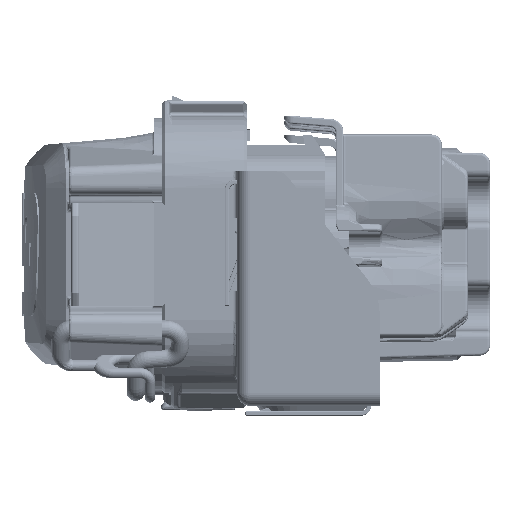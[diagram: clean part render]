
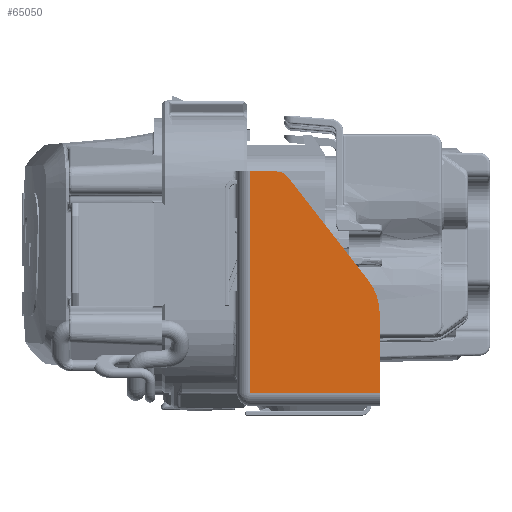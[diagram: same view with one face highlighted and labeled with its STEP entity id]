
A CAD part, left-side view. The second image highlights one B-rep face of the part: STEP entity #65050.
In plain terms, the highlighted planar face has unit normal (-1, 0, 0).
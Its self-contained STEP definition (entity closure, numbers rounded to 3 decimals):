
#16591=DIRECTION('',(0.,0.,1.));
#16592=VECTOR('',#16591,15.5);
#16593=CARTESIAN_POINT('',(-81.5,-36.,-26.75));
#16594=LINE('',#16593,#16592);
#16647=DIRECTION('',(0.,0.,1.));
#16648=VECTOR('',#16647,42.75);
#16649=CARTESIAN_POINT('',(-81.5,-11.,-26.75));
#16650=LINE('',#16649,#16648);
#16651=CARTESIAN_POINT('',(-81.5,-16.,13.));
#16652=DIRECTION('',(1.,0.,0.));
#16653=DIRECTION('',(0.,0.,1.));
#16654=AXIS2_PLACEMENT_3D('',#16651,#16652,#16653);
#16656=DIRECTION('',(0.,-0.614,-0.789));
#16657=VECTOR('',#16656,25.28);
#16658=CARTESIAN_POINT('',(-81.5,-18.368,14.842));
#16659=LINE('',#16658,#16657);
#16660=CARTESIAN_POINT('',(-81.5,-26.,-11.25));
#16661=DIRECTION('',(1.,0.,0.));
#16662=DIRECTION('',(0.,-0.789,0.614));
#16663=AXIS2_PLACEMENT_3D('',#16660,#16661,#16662);
#16665=DIRECTION('',(0.,-1.,0.));
#16666=VECTOR('',#16665,25.);
#16667=CARTESIAN_POINT('',(-81.5,-11.,-26.75));
#16668=LINE('',#16667,#16666);
#16674=DIRECTION('',(0.,1.,0.));
#16675=VECTOR('',#16674,5.);
#16676=CARTESIAN_POINT('',(-81.5,-16.,16.));
#16677=LINE('',#16676,#16675);
#36414=CARTESIAN_POINT('',(-81.5,-18.368,14.842));
#36415=CARTESIAN_POINT('',(-81.5,-33.892,-5.109));
#36416=VERTEX_POINT('',#36414);
#36417=VERTEX_POINT('',#36415);
#36418=CARTESIAN_POINT('',(-81.5,-16.,16.));
#36419=VERTEX_POINT('',#36418);
#36420=CARTESIAN_POINT('',(-81.5,-36.,-11.25));
#36421=VERTEX_POINT('',#36420);
#36430=CARTESIAN_POINT('',(-81.5,-36.,-26.75));
#36432=VERTEX_POINT('',#36430);
#36437=CARTESIAN_POINT('',(-81.5,-11.,16.));
#36439=VERTEX_POINT('',#36437);
#36440=CARTESIAN_POINT('',(-81.5,-11.,-26.75));
#36441=VERTEX_POINT('',#36440);
#65031=CARTESIAN_POINT('',(-81.5,-36.,-29.25));
#65032=DIRECTION('',(1.,0.,0.));
#65033=DIRECTION('',(0.,0.,1.));
#65034=AXIS2_PLACEMENT_3D('',#65031,#65032,#65033);
#65035=PLANE('',#65034);
#65037=ORIENTED_EDGE('',*,*,#65036,.T.);
#65039=ORIENTED_EDGE('',*,*,#65038,.F.);
#65041=ORIENTED_EDGE('',*,*,#65040,.T.);
#65043=ORIENTED_EDGE('',*,*,#65042,.T.);
#65045=ORIENTED_EDGE('',*,*,#65044,.T.);
#65046=ORIENTED_EDGE('',*,*,#64894,.F.);
#65047=ORIENTED_EDGE('',*,*,#65023,.F.);
#65048=EDGE_LOOP('',(#65037,#65039,#65041,#65043,#65045,#65046,#65047));
#65049=FACE_OUTER_BOUND('',#65048,.F.);
#65050=ADVANCED_FACE('',(#65049),#65035,.F.);
#16655=CIRCLE('',#16654,3.);
#16664=CIRCLE('',#16663,10.);
#64894=EDGE_CURVE('',#36432,#36421,#16594,.T.);
#65023=EDGE_CURVE('',#36441,#36432,#16668,.T.);
#65036=EDGE_CURVE('',#36441,#36439,#16650,.T.);
#65038=EDGE_CURVE('',#36419,#36439,#16677,.T.);
#65040=EDGE_CURVE('',#36419,#36416,#16655,.T.);
#65042=EDGE_CURVE('',#36416,#36417,#16659,.T.);
#65044=EDGE_CURVE('',#36417,#36421,#16664,.T.);
